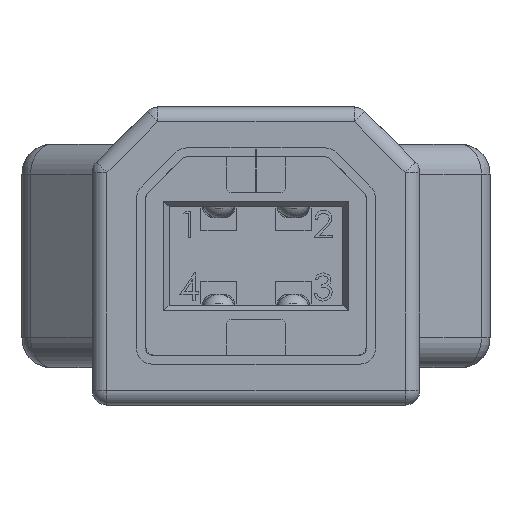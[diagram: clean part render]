
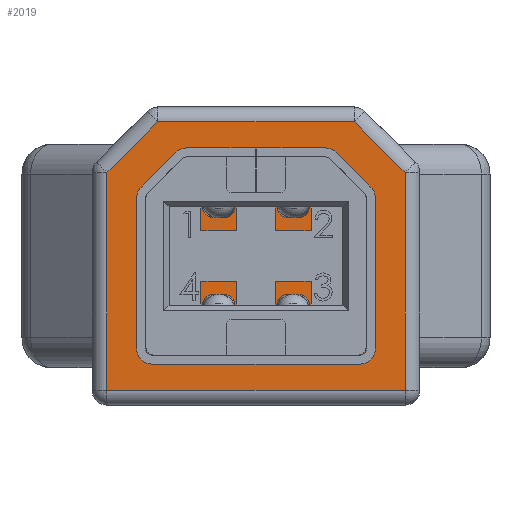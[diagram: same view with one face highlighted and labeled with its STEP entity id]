
A CAD part, front view. The second image highlights one B-rep face of the part: STEP entity #2019.
In plain terms, the highlighted face is planar.
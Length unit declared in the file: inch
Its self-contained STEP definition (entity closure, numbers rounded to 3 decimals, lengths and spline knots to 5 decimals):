
#238 = VERTEX_POINT ( 'NONE', #45189 ) ;
#1238 = LINE ( 'NONE', #23146, #20087 ) ;
#2019 = ADVANCED_FACE ( 'NONE', ( #36288 ), #24444, .F. ) ;
#2619 = DIRECTION ( 'NONE',  ( 1., 0., 0. ) ) ;
#2966 = EDGE_CURVE ( 'NONE', #28493, #24859, #43137, .T. ) ;
#3011 = CARTESIAN_POINT ( 'NONE',  ( -0.17717, 0.12964, 0. ) ) ;
#4158 = EDGE_CURVE ( 'NONE', #30520, #238, #16699, .T. ) ;
#4538 = DIRECTION ( 'NONE',  ( -0.707, 0.707, 0. ) ) ;
#4856 = CARTESIAN_POINT ( 'NONE',  ( -0.3601, 0.05329, 0. ) ) ;
#5351 = ORIENTED_EDGE ( 'NONE', *, *, #43779, .T. ) ;
#5959 = EDGE_CURVE ( 'NONE', #238, #8005, #45993, .T. ) ;
#7125 = EDGE_CURVE ( 'NONE', #8151, #28493, #1238, .T. ) ;
#7255 = CARTESIAN_POINT ( 'NONE',  ( 0.17717, 0.19685, 0. ) ) ;
#8005 = VERTEX_POINT ( 'NONE', #3011 ) ;
#8151 = VERTEX_POINT ( 'NONE', #17218 ) ;
#8817 = VECTOR ( 'NONE', #22689, 39.37008 ) ;
#11171 = LINE ( 'NONE', #11380, #8817 ) ;
#11380 = CARTESIAN_POINT ( 'NONE',  ( -0.14356, 0.16325, 0. ) ) ;
#13292 = VECTOR ( 'NONE', #4538, 39.37008 ) ;
#14049 = CARTESIAN_POINT ( 'NONE',  ( 0.17717, 0.21654, 0. ) ) ;
#14521 = VECTOR ( 'NONE', #47376, 39.37008 ) ;
#15105 = VECTOR ( 'NONE', #43309, 39.37008 ) ;
#16369 = LINE ( 'NONE', #18745, #25566 ) ;
#16699 = LINE ( 'NONE', #4856, #13292 ) ;
#17218 = CARTESIAN_POINT ( 'NONE',  ( -0.10996, 0.19685, 0. ) ) ;
#18745 = CARTESIAN_POINT ( 'NONE',  ( -0.19685, -0.19685, 0. ) ) ;
#19170 = DIRECTION ( 'NONE',  ( 1., 0., 0. ) ) ;
#20087 = VECTOR ( 'NONE', #19170, 39.37008 ) ;
#22689 = DIRECTION ( 'NONE',  ( 0.707, 0.707, 0. ) ) ;
#23146 = CARTESIAN_POINT ( 'NONE',  ( 0.19685, 0.19685, 0. ) ) ;
#24444 = PLANE ( 'NONE',  #44379 ) ;
#24859 = VERTEX_POINT ( 'NONE', #40710 ) ;
#25120 = EDGE_LOOP ( 'NONE', ( #36109, #26381, #38169, #31524, #5351, #42920 ) ) ;
#25566 = VECTOR ( 'NONE', #33417, 39.37008 ) ;
#26381 = ORIENTED_EDGE ( 'NONE', *, *, #28112, .T. ) ;
#28112 = EDGE_CURVE ( 'NONE', #8005, #8151, #11171, .T. ) ;
#28493 = VERTEX_POINT ( 'NONE', #7255 ) ;
#29370 = CARTESIAN_POINT ( 'NONE',  ( -0.10996, -0.19685, 0. ) ) ;
#30520 = VERTEX_POINT ( 'NONE', #29370 ) ;
#31524 = ORIENTED_EDGE ( 'NONE', *, *, #2966, .T. ) ;
#33417 = DIRECTION ( 'NONE',  ( -1., 0., 0. ) ) ;
#35649 = DIRECTION ( 'NONE',  ( 0., 0., 1. ) ) ;
#36109 = ORIENTED_EDGE ( 'NONE', *, *, #5959, .T. ) ;
#36288 = FACE_OUTER_BOUND ( 'NONE', #25120, .T. ) ;
#38169 = ORIENTED_EDGE ( 'NONE', *, *, #7125, .T. ) ;
#39240 = CARTESIAN_POINT ( 'NONE',  ( -0.17717, 0.21654, 0. ) ) ;
#40710 = CARTESIAN_POINT ( 'NONE',  ( 0.17717, -0.19685, 0. ) ) ;
#42920 = ORIENTED_EDGE ( 'NONE', *, *, #4158, .T. ) ;
#43137 = LINE ( 'NONE', #14049, #15105 ) ;
#43309 = DIRECTION ( 'NONE',  ( 0., -1., 0. ) ) ;
#43779 = EDGE_CURVE ( 'NONE', #24859, #30520, #16369, .T. ) ;
#44379 = AXIS2_PLACEMENT_3D ( 'NONE', #46552, #35649, #2619 ) ;
#45189 = CARTESIAN_POINT ( 'NONE',  ( -0.17717, -0.12964, 0. ) ) ;
#45993 = LINE ( 'NONE', #39240, #14521 ) ;
#46552 = CARTESIAN_POINT ( 'NONE',  ( -0.19685, 0.21654, 0. ) ) ;
#47376 = DIRECTION ( 'NONE',  ( 0., 1., 0. ) ) ;
